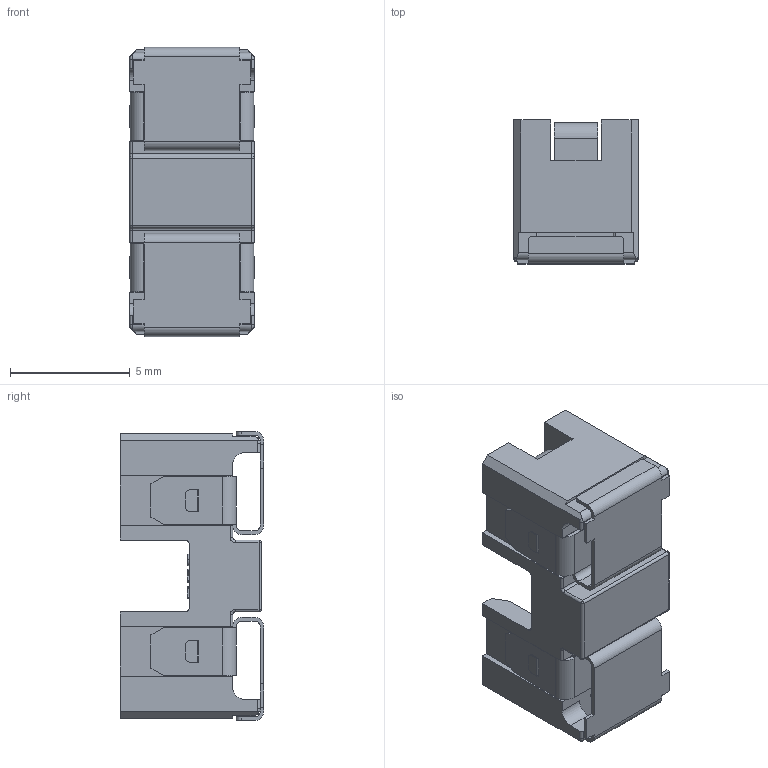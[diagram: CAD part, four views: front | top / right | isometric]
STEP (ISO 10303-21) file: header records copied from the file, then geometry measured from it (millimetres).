
FILE_DESCRIPTION( ( '' ), ' ' );
FILE_NAME( '586b59845107771048760938.step', '2017-01-03T07:57:56', ( '' ), ( '' ), ' ', ' ', ' ' );
FILE_SCHEMA( ( 'AUTOMOTIVE_DESIGN { 1 0 10303 214 1 1 1 1 }' ) );
Length unit declared in the file: metre
Products named in the file (1): 0031-7701-11
Bounding box: 5.2 x 6 x 12.08 mm (x, y, z)
Volume: 177.4 mm3; surface area: 585.8 mm2
Topology: 1 solids, 1 shells, 374 faces, 1080 edges, 700 vertices
Faces by surface type: plane 242, cylinder 90, bspline 26, torus 12, sphere 4
Entity records: 16240 total; most frequent: CARTESIAN_POINT 3485, ORIENTED_EDGE 2152, DIRECTION 1882, EDGE_CURVE 1076, LINE 824, VECTOR 824, VERTEX_POINT 700, AXIS2_PLACEMENT_3D 529
